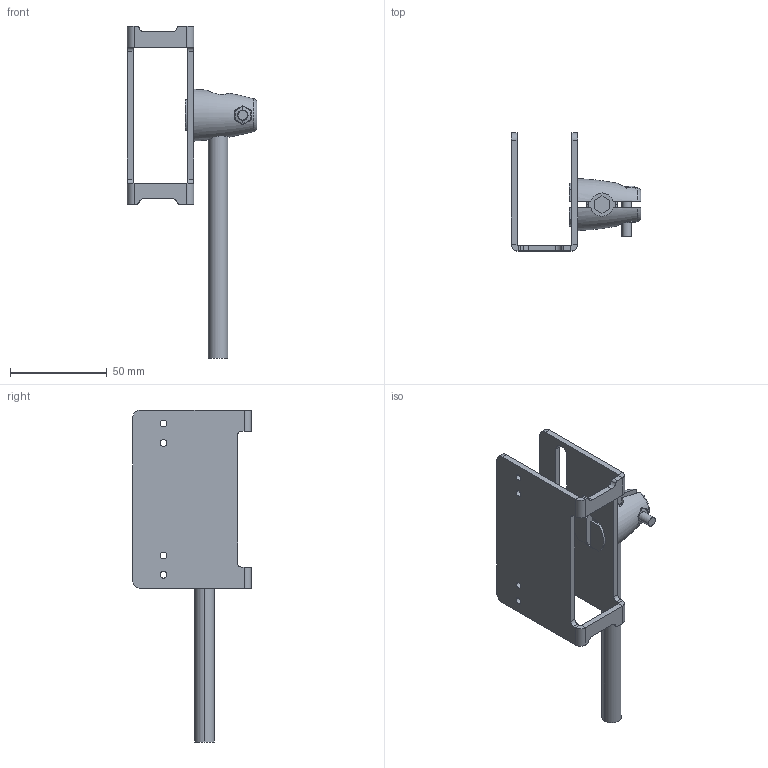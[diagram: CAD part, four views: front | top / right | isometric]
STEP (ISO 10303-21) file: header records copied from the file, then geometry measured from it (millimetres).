
FILE_DESCRIPTION((''),'2;1');
FILE_NAME('DB009220_OMH-RL29-06_SW0002','2017-10-27T',('cmozuch'),(''),'PRO/ENGINEER BY PARAMETRIC TECHNOLOGY CORPORATION, 2015440','PRO/ENGINEER BY PARAMETRIC TECHNOLOGY CORPORATION, 2015440','');
FILE_SCHEMA(('CONFIG_CONTROL_DESIGN'));
Length unit declared in the file: millimetre
Products named in the file (1): DB009220_OMH-RL29-06_SW0002
Bounding box: 66.8 x 61 x 171.25 mm (x, y, z)
Volume: 49978.9 mm3; surface area: 31557.1 mm2
Topology: 1 solids, 1 shells, 176 faces, 456 edges, 286 vertices
Faces by surface type: plane 100, cylinder 60, cone 8, torus 6, revolution 2
Entity records: 7143 total; most frequent: CARTESIAN_POINT 1420, DIRECTION 922, ORIENTED_EDGE 912, EDGE_CURVE 456, AXIS2_PLACEMENT_3D 326, VERTEX_POINT 286, VECTOR 268, LINE 268
